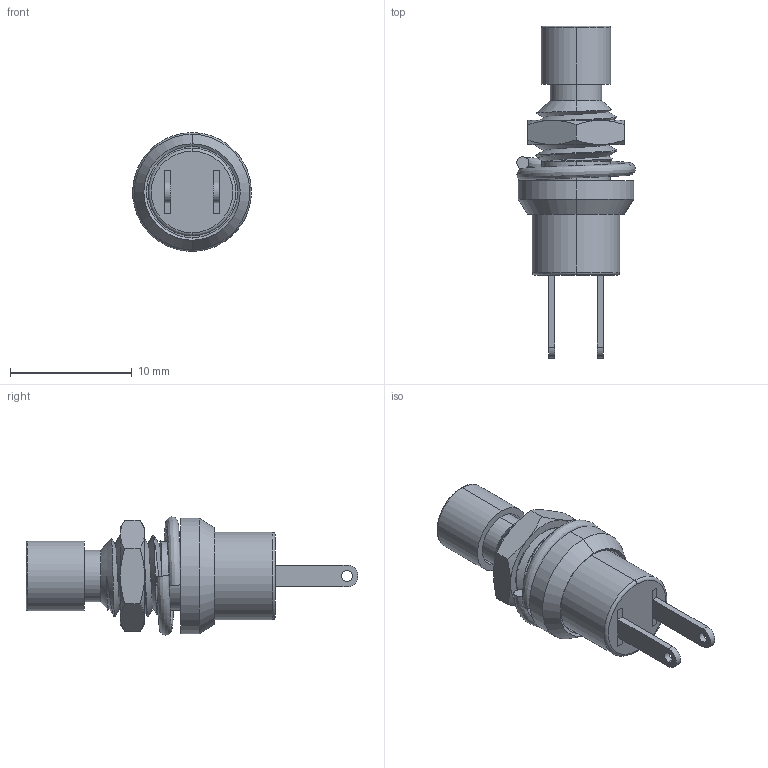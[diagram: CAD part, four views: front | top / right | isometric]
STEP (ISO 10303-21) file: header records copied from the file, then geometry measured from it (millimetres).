
FILE_DESCRIPTION (( 'STEP AP214' ), '1' );
FILE_NAME ('momentary-pushbutton-switch.STEP', '2021-05-09T18:06:46', ( '' ), ( '' ), 'SwSTEP 2.0', 'SolidWorks 2021', '' );
FILE_SCHEMA (( 'AUTOMOTIVE_DESIGN' ));
Length unit declared in the file: millimetre
Products named in the file (4): momentary-pushbutton-switch; split-wire-ring; momentary-pushbutton-switch-body; 91862A311_HEX PANEL NUT_91862A311
Assembly tree (3 placements, depth 2):
  momentary-pushbutton-switch
    momentary-pushbutton-switch-body
    split-wire-ring
    91862A311_HEX PANEL NUT_91862A311
Bounding box: 9.76 x 27.3 x 9.76 mm (x, y, z)
Volume: 758.1 mm3; surface area: 1115.1 mm2
Topology: 4 solids, 4 shells, 113 faces, 271 edges, 171 vertices
Faces by surface type: cylinder 37, plane 36, cone 27, bspline 11, torus 2
Entity records: 6214 total; most frequent: CARTESIAN_POINT 2746, ORIENTED_EDGE 538, DIRECTION 480, EDGE_CURVE 269, AXIS2_PLACEMENT_3D 190, VERTEX_POINT 171, EDGE_LOOP 126, ADVANCED_FACE 113
